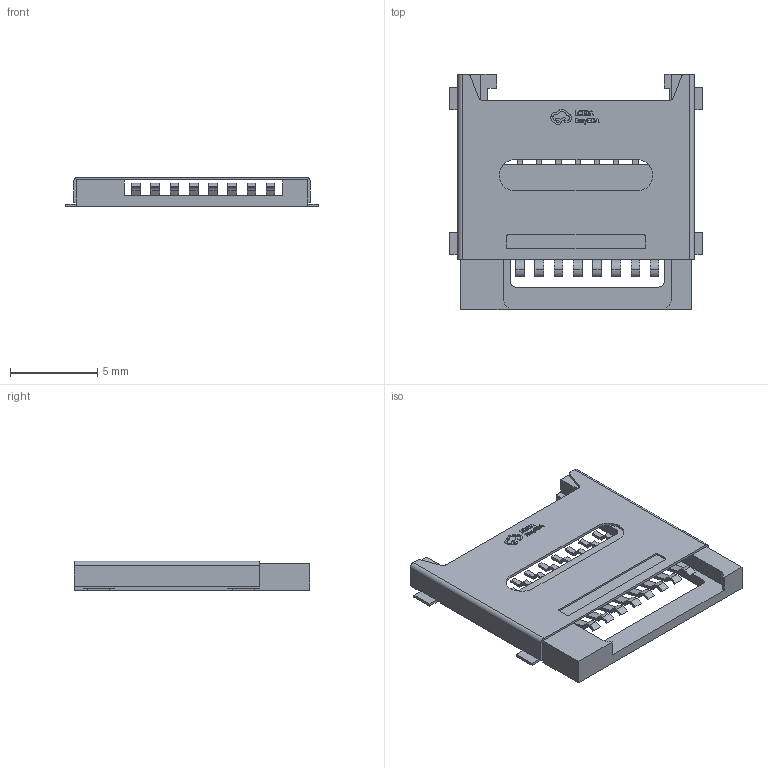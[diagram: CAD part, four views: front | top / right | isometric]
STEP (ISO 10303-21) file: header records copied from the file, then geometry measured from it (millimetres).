
FILE_DESCRIPTION (( 'STEP AP214' ), '1' );
FILE_NAME ('TF-SMD_HX-TF-CARD-XG8P-H1.5.STEP', '2023-12-17T02:52:23', ( '' ), ( '' ), 'SwSTEP 2.0', 'SolidWorks 2020', '' );
FILE_SCHEMA (( 'AUTOMOTIVE_DESIGN' ));
Length unit declared in the file: millimetre
Products named in the file (1): TF-SMD_HX-TF-CARD-XG8P-H1.5
Bounding box: 14.45 x 13.48 x 1.71 mm (x, y, z)
Volume: 109.6 mm3; surface area: 636 mm2
Topology: 2 solids, 2 shells, 496 faces, 1362 edges, 904 vertices
Faces by surface type: plane 341, bspline 98, cylinder 57
Entity records: 21623 total; most frequent: CARTESIAN_POINT 4069, ORIENTED_EDGE 2724, DIRECTION 2074, EDGE_CURVE 1362, LINE 1048, VECTOR 1048, VERTEX_POINT 904, EDGE_LOOP 534
